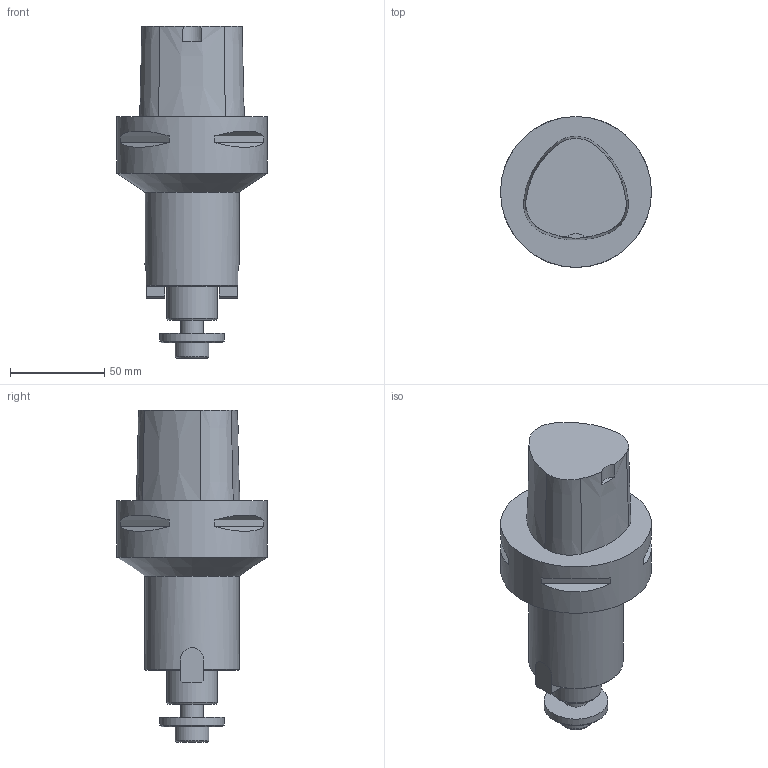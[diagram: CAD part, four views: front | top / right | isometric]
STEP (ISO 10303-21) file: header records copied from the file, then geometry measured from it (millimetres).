
FILE_DESCRIPTION(/* description */ (''),/* implementation_level */ '2;1');
FILE_NAME(/* name */ '1520935514106.stp',/* time_stamp */ '2018-03-13T11:05:19+01:00',/* author */ (''),/* organization */ ('SMS'),/* preprocessor_version */ 'ST-DEVELOPER v15',/* originating_system */ 'SIEMENS PLM Software NX 8.5',/* authorisation */ '');
FILE_SCHEMA (('AUTOMOTIVE_DESIGN { 1 0 10303 214 3 1 1 1 }'));
Length unit declared in the file: millimetre
Products named in the file (1): 201524357mod000_00
Bounding box: 80 x 80 x 176 mm (x, y, z)
Volume: 406726.1 mm3; surface area: 39230.8 mm2
Topology: 1 solids, 1 shells, 63 faces, 155 edges, 106 vertices
Faces by surface type: plane 36, cylinder 15, cone 11, torus 1
Full cylindrical faces by diameter (mm): 12 x1, 18 x1, 27 x1, 34 x1, 50 x1, 80 x1
Entity records: 1869 total; most frequent: CARTESIAN_POINT 358, DIRECTION 312, ORIENTED_EDGE 280, EDGE_CURVE 140, AXIS2_PLACEMENT_3D 119, VERTEX_POINT 98, EDGE_LOOP 82, LINE 74
